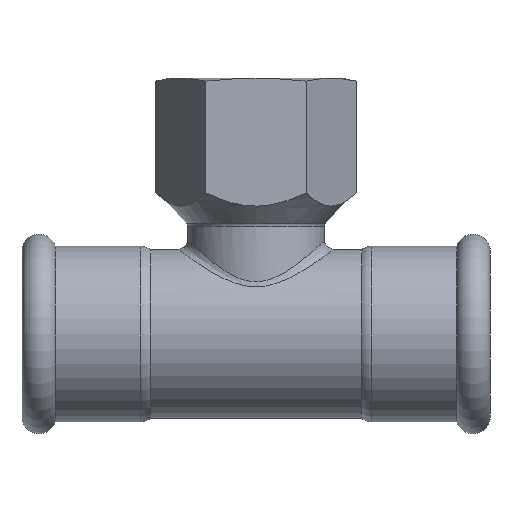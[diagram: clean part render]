
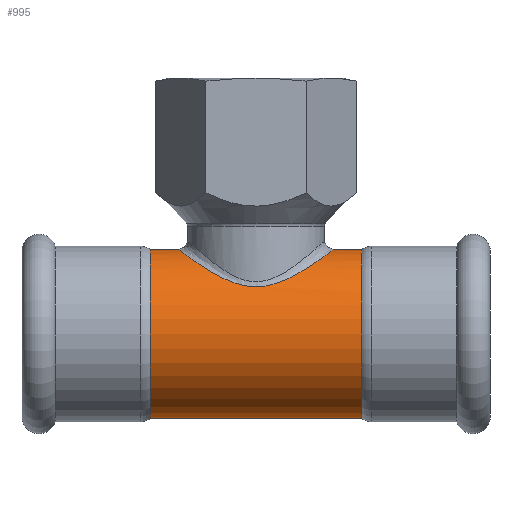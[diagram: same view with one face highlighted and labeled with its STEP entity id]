
A CAD part, front view. The second image highlights one B-rep face of the part: STEP entity #995.
In plain terms, the highlighted cylindrical face has radius 18.5 mm (diameter 37 mm), a full revolution.
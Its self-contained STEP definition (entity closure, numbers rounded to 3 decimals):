
#22=B_SPLINE_CURVE_WITH_KNOTS('',3,(#2138,#2139,#2140,#2141,#2142,#2143,
#2144,#2145,#2146,#2147,#2148,#2149,#2150,#2151,#2152,#2153,#2154,#2155,
#2156,#2157,#2158,#2159,#2160,#2161,#2162,#2163),.UNSPECIFIED.,.T.,.F.,
(4,1,1,1,1,1,1,1,1,1,1,1,1,1,1,1,1,1,1,1,1,1,1,4),(-9.722,-9.374,
-9.027,-8.333,-7.87,-7.407,
-6.944,-6.481,-6.018,-5.555,-5.092,
-4.861,-4.629,-4.398,-4.166,-3.703,
-3.241,-2.778,-2.315,-1.852,-1.389,
-0.694,-0.347,0.),.UNSPECIFIED.);
#80=FACE_BOUND('',#253,.T.);
#112=LINE('',#2201,#140);
#140=VECTOR('',#1418,18.5);
#157=CYLINDRICAL_SURFACE('',#1134,18.5);
#199=FACE_OUTER_BOUND('',#252,.T.);
#252=EDGE_LOOP('',(#844,#845,#846,#847,#848,#849,#850,#851));
#253=EDGE_LOOP('',(#852));
#337=CIRCLE('',#1135,18.5);
#338=CIRCLE('',#1136,18.5);
#339=CIRCLE('',#1137,18.5);
#340=CIRCLE('',#1138,18.5);
#341=CIRCLE('',#1139,18.5);
#342=CIRCLE('',#1140,18.5);
#451=VERTEX_POINT('',#2136);
#452=VERTEX_POINT('',#2195);
#453=VERTEX_POINT('',#2196);
#454=VERTEX_POINT('',#2198);
#455=VERTEX_POINT('',#2200);
#456=VERTEX_POINT('',#2202);
#457=VERTEX_POINT('',#2204);
#592=EDGE_CURVE('',#451,#451,#22,.T.);
#596=EDGE_CURVE('',#452,#453,#337,.T.);
#597=EDGE_CURVE('',#454,#452,#338,.T.);
#598=EDGE_CURVE('',#454,#455,#112,.T.);
#599=EDGE_CURVE('',#455,#456,#339,.T.);
#600=EDGE_CURVE('',#456,#457,#340,.T.);
#601=EDGE_CURVE('',#457,#455,#341,.T.);
#602=EDGE_CURVE('',#453,#454,#342,.T.);
#844=ORIENTED_EDGE('',*,*,#596,.F.);
#845=ORIENTED_EDGE('',*,*,#597,.F.);
#846=ORIENTED_EDGE('',*,*,#598,.T.);
#847=ORIENTED_EDGE('',*,*,#599,.T.);
#848=ORIENTED_EDGE('',*,*,#600,.T.);
#849=ORIENTED_EDGE('',*,*,#601,.T.);
#850=ORIENTED_EDGE('',*,*,#598,.F.);
#851=ORIENTED_EDGE('',*,*,#602,.F.);
#852=ORIENTED_EDGE('',*,*,#592,.F.);
#995=ADVANCED_FACE('',(#199,#80),#157,.T.);
#1134=AXIS2_PLACEMENT_3D('',#2194,#1412,#1413);
#1135=AXIS2_PLACEMENT_3D('',#2197,#1414,#1415);
#1136=AXIS2_PLACEMENT_3D('',#2199,#1416,#1417);
#1137=AXIS2_PLACEMENT_3D('',#2203,#1419,#1420);
#1138=AXIS2_PLACEMENT_3D('',#2205,#1421,#1422);
#1139=AXIS2_PLACEMENT_3D('',#2206,#1423,#1424);
#1140=AXIS2_PLACEMENT_3D('',#2207,#1425,#1426);
#1412=DIRECTION('center_axis',(1.,0.,0.));
#1413=DIRECTION('ref_axis',(0.,1.,0.));
#1414=DIRECTION('center_axis',(1.,0.,0.));
#1415=DIRECTION('ref_axis',(0.,1.,0.));
#1416=DIRECTION('center_axis',(1.,0.,0.));
#1417=DIRECTION('ref_axis',(0.,1.,0.));
#1418=DIRECTION('',(-1.,0.,0.));
#1419=DIRECTION('center_axis',(1.,0.,0.));
#1420=DIRECTION('ref_axis',(0.,1.,0.));
#1421=DIRECTION('center_axis',(1.,0.,0.));
#1422=DIRECTION('ref_axis',(0.,1.,0.));
#1423=DIRECTION('center_axis',(1.,0.,0.));
#1424=DIRECTION('ref_axis',(0.,1.,0.));
#1425=DIRECTION('center_axis',(1.,0.,0.));
#1426=DIRECTION('ref_axis',(0.,1.,0.));
#2136=CARTESIAN_POINT('',(0.,15.341,10.339));
#2138=CARTESIAN_POINT('Ctrl Pts',(0.,15.341,
10.339));
#2139=CARTESIAN_POINT('Ctrl Pts',(-1.357,15.341,10.339));
#2140=CARTESIAN_POINT('Ctrl Pts',(-4.054,15.038,10.804));
#2141=CARTESIAN_POINT('Ctrl Pts',(-8.731,13.474,12.823));
#2142=CARTESIAN_POINT('Ctrl Pts',(-12.827,10.565,15.477));
#2143=CARTESIAN_POINT('Ctrl Pts',(-15.93,6.016,17.695));
#2144=CARTESIAN_POINT('Ctrl Pts',(-17.241,1.263,18.683));
#2145=CARTESIAN_POINT('Ctrl Pts',(-16.787,-3.721,18.338));
#2146=CARTESIAN_POINT('Ctrl Pts',(-14.739,-8.085,16.827));
#2147=CARTESIAN_POINT('Ctrl Pts',(-11.587,-11.499,14.65));
#2148=CARTESIAN_POINT('Ctrl Pts',(-7.633,-13.937,12.29));
#2149=CARTESIAN_POINT('Ctrl Pts',(-3.623,-15.14,10.646));
#2150=CARTESIAN_POINT('Ctrl Pts',(0.002,-15.409,
10.236));
#2151=CARTESIAN_POINT('Ctrl Pts',(2.711,-15.208,10.541));
#2152=CARTESIAN_POINT('Ctrl Pts',(5.232,-14.656,11.308));
#2153=CARTESIAN_POINT('Ctrl Pts',(8.287,-13.534,12.677));
#2154=CARTESIAN_POINT('Ctrl Pts',(11.589,-11.499,14.652));
#2155=CARTESIAN_POINT('Ctrl Pts',(14.737,-8.087,16.825));
#2156=CARTESIAN_POINT('Ctrl Pts',(16.787,-3.722,18.338));
#2157=CARTESIAN_POINT('Ctrl Pts',(17.241,1.262,18.683));
#2158=CARTESIAN_POINT('Ctrl Pts',(15.931,6.015,17.695));
#2159=CARTESIAN_POINT('Ctrl Pts',(12.828,10.564,15.477));
#2160=CARTESIAN_POINT('Ctrl Pts',(8.731,13.474,12.823));
#2161=CARTESIAN_POINT('Ctrl Pts',(4.054,15.038,10.804));
#2162=CARTESIAN_POINT('Ctrl Pts',(1.357,15.341,10.339));
#2163=CARTESIAN_POINT('Ctrl Pts',(0.,15.341,
10.339));
#2194=CARTESIAN_POINT('Origin',(18.55,0.,0.));
#2195=CARTESIAN_POINT('',(23.15,18.5,0.));
#2196=CARTESIAN_POINT('',(23.15,0.,18.5));
#2197=CARTESIAN_POINT('Origin',(23.15,0.,0.));
#2198=CARTESIAN_POINT('',(23.15,-18.5,0.));
#2199=CARTESIAN_POINT('Origin',(23.15,0.,0.));
#2200=CARTESIAN_POINT('',(-23.15,-18.5,0.));
#2201=CARTESIAN_POINT('',(18.55,-18.5,0.));
#2202=CARTESIAN_POINT('',(-23.15,18.5,0.));
#2203=CARTESIAN_POINT('Origin',(-23.15,0.,0.));
#2204=CARTESIAN_POINT('',(-23.15,0.,18.5));
#2205=CARTESIAN_POINT('Origin',(-23.15,0.,0.));
#2206=CARTESIAN_POINT('Origin',(-23.15,0.,0.));
#2207=CARTESIAN_POINT('Origin',(23.15,0.,0.));
